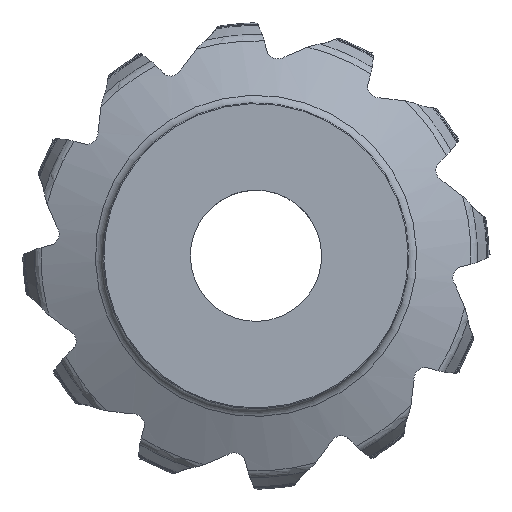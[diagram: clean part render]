
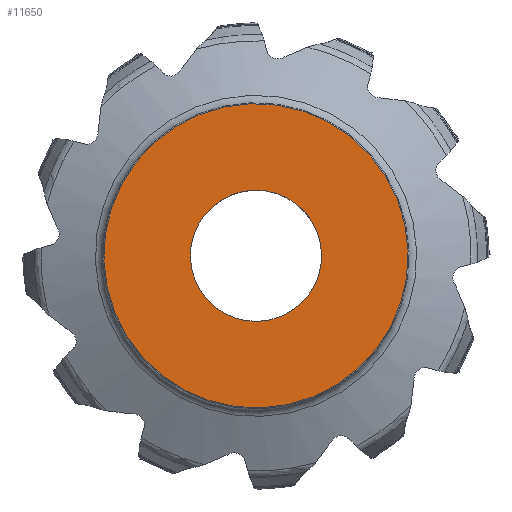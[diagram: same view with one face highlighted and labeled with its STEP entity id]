
A CAD part, top view. The second image highlights one B-rep face of the part: STEP entity #11650.
In plain terms, the highlighted planar face has unit normal (0, 0, 1).
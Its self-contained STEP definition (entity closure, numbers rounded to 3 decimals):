
#2363=FACE_BOUND('',#23011,.T.);
#2364=FACE_BOUND('',#23012,.T.);
#11650=ADVANCED_FACE('CU_BACK_F001',(#2363,#2364),#12707,.T.);
#12707=PLANE('',#92805);
#23011=EDGE_LOOP('',(#55232));
#23012=EDGE_LOOP('',(#55233));
#26863=CIRCLE('',#84726,30.008);
#30373=CIRCLE('',#92799,69.6);
#55232=ORIENTED_EDGE('',*,*,#75713,.T.);
#55233=ORIENTED_EDGE('',*,*,#65112,.F.);
#56951=VERTEX_POINT('',#125857);
#63159=VERTEX_POINT('',#190473);
#65112=EDGE_CURVE('',#56951,#56951,#26863,.T.);
#75713=EDGE_CURVE('',#63159,#63159,#30373,.T.);
#84726=AXIS2_PLACEMENT_3D('',#125856,#95650,#95651);
#92799=AXIS2_PLACEMENT_3D('',#190472,#115182,#115183);
#92805=AXIS2_PLACEMENT_3D('',#190479,#115194,#115195);
#95650=DIRECTION('',(0.,0.,1.));
#95651=DIRECTION('',(0.978,0.208,0.));
#115182=DIRECTION('',(0.,0.,1.));
#115183=DIRECTION('',(0.978,0.208,0.));
#115194=DIRECTION('',(0.,0.,1.));
#115195=DIRECTION('',(0.978,0.208,0.));
#125856=CARTESIAN_POINT('',(0.,0.,
0.));
#125857=CARTESIAN_POINT('',(29.352,6.239,0.));
#190472=CARTESIAN_POINT('',(0.,0.,
0.));
#190473=CARTESIAN_POINT('',(68.079,14.471,0.));
#190479=CARTESIAN_POINT('',(-33.008,0.,0.));
